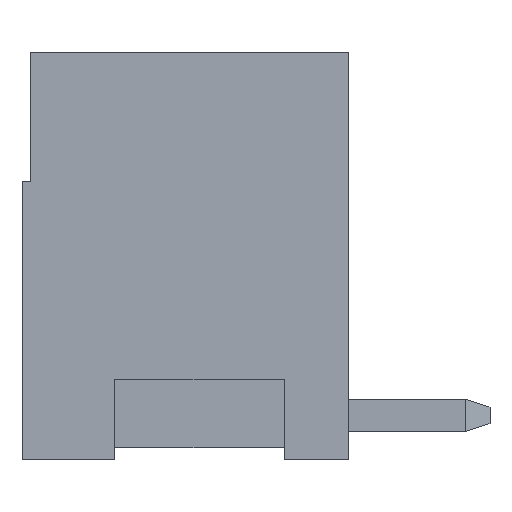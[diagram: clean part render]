
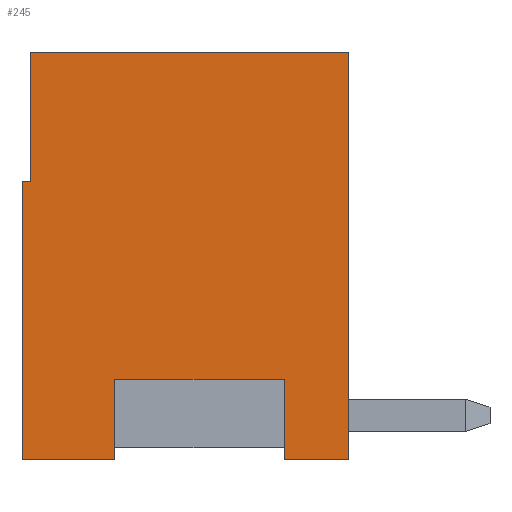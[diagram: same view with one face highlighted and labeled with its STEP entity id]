
A CAD part, left-side view. The second image highlights one B-rep face of the part: STEP entity #245.
In plain terms, the highlighted planar face has unit normal (-1, 0, 0).
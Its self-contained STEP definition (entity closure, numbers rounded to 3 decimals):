
#245 = ADVANCED_FACE( '', ( #586 ), #587, .T. );
#586 = FACE_OUTER_BOUND( '', #1045, .T. );
#587 = PLANE( '', #1046 );
#1045 = EDGE_LOOP( '', ( #1596, #1597, #1598, #1599, #1600, #1601, #1602, #1603, #1604, #1605 ) );
#1046 = AXIS2_PLACEMENT_3D( '', #1606, #1607, #1608 );
#1596 = ORIENTED_EDGE( '', *, *, #2906, .T. );
#1597 = ORIENTED_EDGE( '', *, *, #2907, .T. );
#1598 = ORIENTED_EDGE( '', *, *, #2908, .T. );
#1599 = ORIENTED_EDGE( '', *, *, #2909, .T. );
#1600 = ORIENTED_EDGE( '', *, *, #2910, .T. );
#1601 = ORIENTED_EDGE( '', *, *, #2911, .T. );
#1602 = ORIENTED_EDGE( '', *, *, #2863, .T. );
#1603 = ORIENTED_EDGE( '', *, *, #2912, .F. );
#1604 = ORIENTED_EDGE( '', *, *, #2913, .F. );
#1605 = ORIENTED_EDGE( '', *, *, #2914, .T. );
#1606 = CARTESIAN_POINT( '', ( -3.5, 0., 0. ) );
#1607 = DIRECTION( '', ( -1., 0., 0. ) );
#1608 = DIRECTION( '', ( 0., 0., 1. ) );
#2863 = EDGE_CURVE( '', #3444, #3441, #3445, .T. );
#2906 = EDGE_CURVE( '', #3519, #3520, #3521, .T. );
#2907 = EDGE_CURVE( '', #3520, #3522, #3523, .T. );
#2908 = EDGE_CURVE( '', #3522, #3524, #3525, .T. );
#2909 = EDGE_CURVE( '', #3524, #3526, #3527, .T. );
#2910 = EDGE_CURVE( '', #3526, #3528, #3529, .T. );
#2911 = EDGE_CURVE( '', #3528, #3444, #3530, .T. );
#2912 = EDGE_CURVE( '', #3531, #3441, #3532, .T. );
#2913 = EDGE_CURVE( '', #3533, #3531, #3534, .T. );
#2914 = EDGE_CURVE( '', #3533, #3519, #3535, .T. );
#3441 = VERTEX_POINT( '', #4277 );
#3444 = VERTEX_POINT( '', #4281 );
#3445 = LINE( '', #4282, #4283 );
#3519 = VERTEX_POINT( '', #4394 );
#3520 = VERTEX_POINT( '', #4395 );
#3521 = LINE( '', #4396, #4397 );
#3522 = VERTEX_POINT( '', #4398 );
#3523 = LINE( '', #4399, #4400 );
#3524 = VERTEX_POINT( '', #4401 );
#3525 = LINE( '', #4402, #4403 );
#3526 = VERTEX_POINT( '', #4404 );
#3527 = LINE( '', #4405, #4406 );
#3528 = VERTEX_POINT( '', #4407 );
#3529 = LINE( '', #4408, #4409 );
#3530 = LINE( '', #4410, #4411 );
#3531 = VERTEX_POINT( '', #4412 );
#3532 = LINE( '', #4413, #4414 );
#3533 = VERTEX_POINT( '', #4415 );
#3534 = LINE( '', #4416, #4417 );
#3535 = LINE( '', #4418, #4419 );
#4277 = CARTESIAN_POINT( '', ( -3.5, 3.85, 5.05 ) );
#4281 = CARTESIAN_POINT( '', ( -3.5, -4.05, 5.05 ) );
#4282 = CARTESIAN_POINT( '', ( -3.5, -4.05, 5.05 ) );
#4283 = VECTOR( '', #5338, 1000. );
#4394 = CARTESIAN_POINT( '', ( -3.5, 4.05, -5.05 ) );
#4395 = CARTESIAN_POINT( '', ( -3.5, 1.75, -5.05 ) );
#4396 = CARTESIAN_POINT( '', ( -3.5, 4.05, -5.05 ) );
#4397 = VECTOR( '', #5376, 1000. );
#4398 = CARTESIAN_POINT( '', ( -3.5, 1.75, -3.05 ) );
#4399 = CARTESIAN_POINT( '', ( -3.5, 1.75, -5.05 ) );
#4400 = VECTOR( '', #5377, 1000. );
#4401 = CARTESIAN_POINT( '', ( -3.5, -2.45, -3.05 ) );
#4402 = CARTESIAN_POINT( '', ( -3.5, 1.75, -3.05 ) );
#4403 = VECTOR( '', #5378, 1000. );
#4404 = CARTESIAN_POINT( '', ( -3.5, -2.45, -5.05 ) );
#4405 = CARTESIAN_POINT( '', ( -3.5, -2.45, -3.05 ) );
#4406 = VECTOR( '', #5379, 1000. );
#4407 = CARTESIAN_POINT( '', ( -3.5, -4.05, -5.05 ) );
#4408 = CARTESIAN_POINT( '', ( -3.5, 4.05, -5.05 ) );
#4409 = VECTOR( '', #5380, 1000. );
#4410 = CARTESIAN_POINT( '', ( -3.5, -4.05, -5.05 ) );
#4411 = VECTOR( '', #5381, 1000. );
#4412 = CARTESIAN_POINT( '', ( -3.5, 3.85, 1.85 ) );
#4413 = CARTESIAN_POINT( '', ( -3.5, 3.85, 0. ) );
#4414 = VECTOR( '', #5382, 1000. );
#4415 = CARTESIAN_POINT( '', ( -3.5, 4.05, 1.85 ) );
#4416 = CARTESIAN_POINT( '', ( -3.5, 0., 1.85 ) );
#4417 = VECTOR( '', #5383, 1000. );
#4418 = CARTESIAN_POINT( '', ( -3.5, 4.05, 5.05 ) );
#4419 = VECTOR( '', #5384, 1000. );
#5338 = DIRECTION( '', ( 0., 1., 0. ) );
#5376 = DIRECTION( '', ( 0., -1., 0. ) );
#5377 = DIRECTION( '', ( 0., 0., 1. ) );
#5378 = DIRECTION( '', ( 0., -1., 0. ) );
#5379 = DIRECTION( '', ( 0., 0., -1. ) );
#5380 = DIRECTION( '', ( 0., -1., 0. ) );
#5381 = DIRECTION( '', ( 0., 0., 1. ) );
#5382 = DIRECTION( '', ( 0., 0., 1. ) );
#5383 = DIRECTION( '', ( 0., -1., 0. ) );
#5384 = DIRECTION( '', ( 0., 0., -1. ) );
